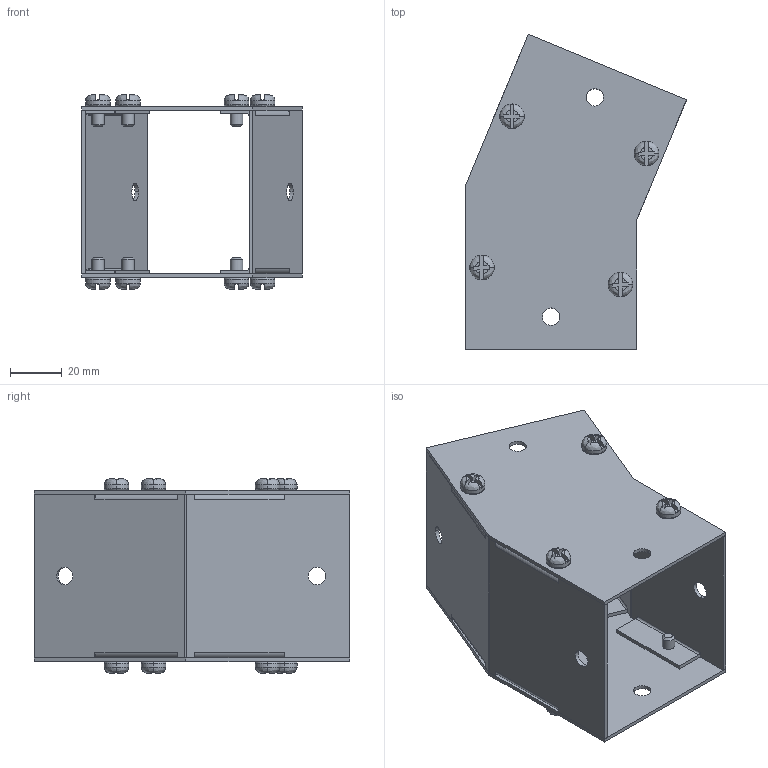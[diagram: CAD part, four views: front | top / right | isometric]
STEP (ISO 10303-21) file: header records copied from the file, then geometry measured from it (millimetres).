
FILE_DESCRIPTION (( 'STEP AP203' ), '1' );
FILE_NAME ('CWEL222.step', '2024-04-25T14:49:54', ( '' ), ( '' ), 'SwSTEP 2.0', 'SolidWorks 2023', '' );
FILE_SCHEMA (( 'CONFIG_CONTROL_DESIGN' ));
Length unit declared in the file: inch
Products named in the file (1): CWEL222
Bounding box: 85.65 x 122.2 x 75.29 mm (x, y, z)
Volume: 49217.5 mm3; surface area: 69906.1 mm2
Topology: 12 solids, 12 shells, 396 faces, 1012 edges, 648 vertices
Faces by surface type: plane 248, cylinder 100, bspline 32, cone 16
Entity records: 13585 total; most frequent: CARTESIAN_POINT 4057, ORIENTED_EDGE 2024, DIRECTION 1862, EDGE_CURVE 1012, VERTEX_POINT 648, AXIS2_PLACEMENT_3D 629, VECTOR 604, LINE 604
